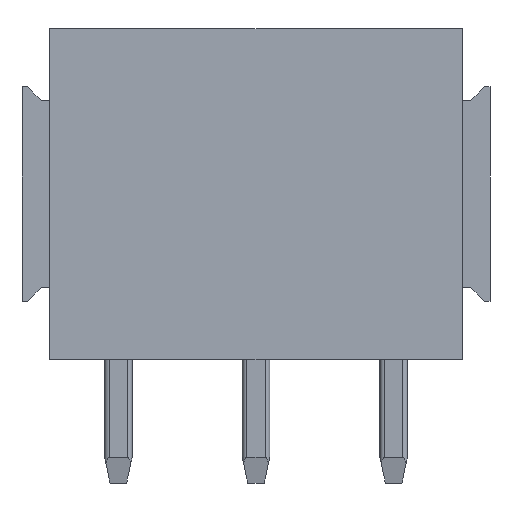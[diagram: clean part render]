
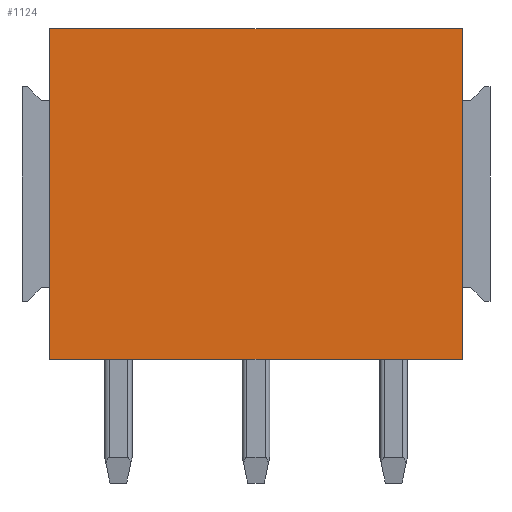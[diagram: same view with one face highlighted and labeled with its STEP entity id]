
A CAD part, front view. The second image highlights one B-rep face of the part: STEP entity #1124.
In plain terms, the highlighted planar face has unit normal (0, -1, 0).
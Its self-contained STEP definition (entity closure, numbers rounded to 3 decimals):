
#1104=AXIS2_PLACEMENT_3D('Plane Axis2P3D',#1101,#1102,#1103) ;
#365=CARTESIAN_POINT('Vertex',(16.,0.,4.5)) ;
#368=CARTESIAN_POINT('Line Origine',(8.5,0.,4.5)) ;
#372=CARTESIAN_POINT('Vertex',(1.,0.,4.5)) ;
#1076=CARTESIAN_POINT('Vertex',(16.,0.,16.5)) ;
#1079=CARTESIAN_POINT('Line Origine',(16.,0.,10.5)) ;
#1101=CARTESIAN_POINT('Axis2P3D Location',(1.,0.,4.5)) ;
#1106=CARTESIAN_POINT('Line Origine',(8.5,0.,16.5)) ;
#1110=CARTESIAN_POINT('Vertex',(1.,0.,16.5)) ;
#1113=CARTESIAN_POINT('Line Origine',(1.,0.,10.5)) ;
#369=DIRECTION('Vector Direction',(1.,0.,0.)) ;
#1080=DIRECTION('Vector Direction',(0.,0.,1.)) ;
#1102=DIRECTION('Axis2P3D Direction',(0.,1.,0.)) ;
#1103=DIRECTION('Axis2P3D XDirection',(0.,0.,1.)) ;
#1107=DIRECTION('Vector Direction',(1.,0.,0.)) ;
#1114=DIRECTION('Vector Direction',(0.,0.,1.)) ;
#370=VECTOR('Line Direction',#369,1.) ;
#1081=VECTOR('Line Direction',#1080,1.) ;
#1108=VECTOR('Line Direction',#1107,1.) ;
#1115=VECTOR('Line Direction',#1114,1.) ;
#1119=ORIENTED_EDGE('',*,*,#1083,.T.) ;
#1120=ORIENTED_EDGE('',*,*,#1112,.F.) ;
#1121=ORIENTED_EDGE('',*,*,#1117,.F.) ;
#1122=ORIENTED_EDGE('',*,*,#374,.T.) ;
#1124=ADVANCED_FACE('Housing',(#1123),#1105,.F.) ;
#374=EDGE_CURVE('',#373,#366,#371,.T.) ;
#1083=EDGE_CURVE('',#366,#1077,#1082,.T.) ;
#1112=EDGE_CURVE('',#1111,#1077,#1109,.T.) ;
#1117=EDGE_CURVE('',#373,#1111,#1116,.T.) ;
#1118=EDGE_LOOP('',(#1119,#1120,#1121,#1122)) ;
#1123=FACE_OUTER_BOUND('',#1118,.T.) ;
#371=LINE('Line',#368,#370) ;
#1082=LINE('Line',#1079,#1081) ;
#1109=LINE('Line',#1106,#1108) ;
#1116=LINE('Line',#1113,#1115) ;
#1105=PLANE('',#1104) ;
#366=VERTEX_POINT('',#365) ;
#373=VERTEX_POINT('',#372) ;
#1077=VERTEX_POINT('',#1076) ;
#1111=VERTEX_POINT('',#1110) ;
